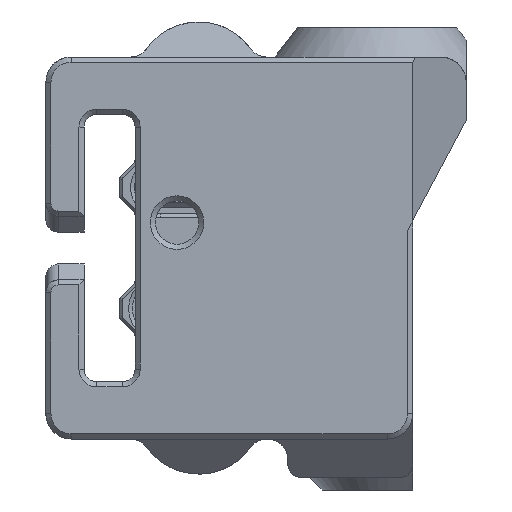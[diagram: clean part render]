
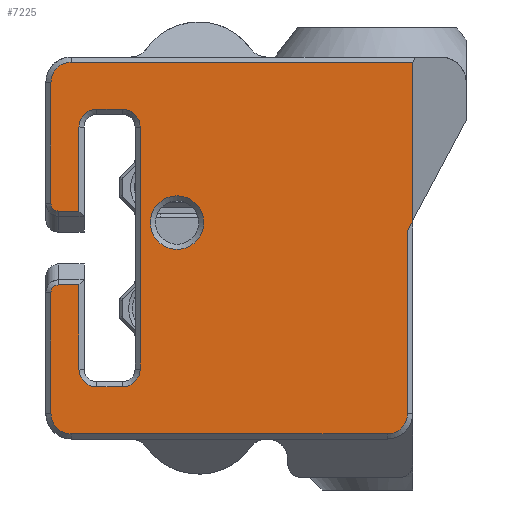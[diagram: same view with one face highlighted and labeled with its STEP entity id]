
A CAD part, front view. The second image highlights one B-rep face of the part: STEP entity #7225.
In plain terms, the highlighted planar face has unit normal (0, -1, 0).
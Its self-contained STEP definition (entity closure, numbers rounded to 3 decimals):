
#330=FACE_BOUND('',#1187,.T.);
#403=CIRCLE('',#7732,1.6);
#405=CIRCLE('',#7736,0.6);
#406=CIRCLE('',#7740,1.4);
#407=CIRCLE('',#7743,1.4);
#408=CIRCLE('',#7746,1.4);
#409=CIRCLE('',#7749,1.4);
#411=CIRCLE('',#7754,0.6);
#413=CIRCLE('',#7758,1.6);
#415=CIRCLE('',#7762,1.6);
#416=CIRCLE('',#7765,2.1);
#728=FACE_OUTER_BOUND('',#1186,.T.);
#1186=EDGE_LOOP('',(#5073,#5074,#5075,#5076,#5077,#5078,#5079,#5080,#5081,
#5082,#5083,#5084,#5085,#5086,#5087,#5088,#5089,#5090,#5091,#5092,#5093,
#5094,#5095));
#1187=EDGE_LOOP('',(#5096));
#1680=LINE('',#10918,#2370);
#1683=LINE('',#10929,#2373);
#1686=LINE('',#10939,#2376);
#1689=LINE('',#10946,#2379);
#1693=LINE('',#10955,#2383);
#1696=LINE('',#10963,#2386);
#1699=LINE('',#10971,#2389);
#1703=LINE('',#10979,#2393);
#1706=LINE('',#10985,#2396);
#1709=LINE('',#10996,#2399);
#1713=LINE('',#11008,#2403);
#1717=LINE('',#11020,#2407);
#1719=LINE('',#11024,#2409);
#1720=LINE('',#11025,#2410);
#2370=VECTOR('',#8700,10.);
#2373=VECTOR('',#8711,10.);
#2376=VECTOR('',#8722,10.);
#2379=VECTOR('',#8727,10.);
#2383=VECTOR('',#8737,10.);
#2386=VECTOR('',#8746,10.);
#2389=VECTOR('',#8755,10.);
#2393=VECTOR('',#8765,10.);
#2396=VECTOR('',#8770,10.);
#2399=VECTOR('',#8781,10.);
#2403=VECTOR('',#8793,10.);
#2407=VECTOR('',#8805,10.);
#2409=VECTOR('',#8809,10.);
#2410=VECTOR('',#8810,10.);
#3093=VERTEX_POINT('',#10911);
#3096=VERTEX_POINT('',#10916);
#3098=VERTEX_POINT('',#10922);
#3100=VERTEX_POINT('',#10927);
#3102=VERTEX_POINT('',#10934);
#3103=VERTEX_POINT('',#10938);
#3105=VERTEX_POINT('',#10944);
#3106=VERTEX_POINT('',#10945);
#3107=VERTEX_POINT('',#10950);
#3108=VERTEX_POINT('',#10954);
#3109=VERTEX_POINT('',#10958);
#3110=VERTEX_POINT('',#10962);
#3111=VERTEX_POINT('',#10966);
#3112=VERTEX_POINT('',#10970);
#3113=VERTEX_POINT('',#10974);
#3115=VERTEX_POINT('',#10983);
#3117=VERTEX_POINT('',#10989);
#3119=VERTEX_POINT('',#10994);
#3121=VERTEX_POINT('',#11001);
#3123=VERTEX_POINT('',#11006);
#3125=VERTEX_POINT('',#11013);
#3126=VERTEX_POINT('',#11017);
#3128=VERTEX_POINT('',#11023);
#3129=VERTEX_POINT('',#11026);
#3808=EDGE_CURVE('',#3096,#3093,#1680,.T.);
#3811=EDGE_CURVE('',#3098,#3096,#403,.T.);
#3813=EDGE_CURVE('',#3100,#3098,#1683,.T.);
#3817=EDGE_CURVE('',#3102,#3100,#405,.T.);
#3818=EDGE_CURVE('',#3103,#3102,#1686,.T.);
#3821=EDGE_CURVE('',#3105,#3106,#1689,.T.);
#3825=EDGE_CURVE('',#3106,#3107,#406,.T.);
#3826=EDGE_CURVE('',#3107,#3108,#1693,.T.);
#3829=EDGE_CURVE('',#3108,#3109,#407,.T.);
#3830=EDGE_CURVE('',#3109,#3110,#1696,.T.);
#3833=EDGE_CURVE('',#3110,#3111,#408,.T.);
#3834=EDGE_CURVE('',#3111,#3112,#1699,.T.);
#3837=EDGE_CURVE('',#3112,#3113,#409,.T.);
#3839=EDGE_CURVE('',#3113,#3103,#1703,.T.);
#3842=EDGE_CURVE('',#3115,#3105,#1706,.T.);
#3845=EDGE_CURVE('',#3117,#3115,#411,.T.);
#3847=EDGE_CURVE('',#3119,#3117,#1709,.T.);
#3851=EDGE_CURVE('',#3121,#3119,#413,.T.);
#3853=EDGE_CURVE('',#3123,#3121,#1713,.T.);
#3857=EDGE_CURVE('',#3125,#3123,#415,.T.);
#3859=EDGE_CURVE('',#3126,#3125,#1717,.T.);
#3861=EDGE_CURVE('',#3128,#3126,#1719,.T.);
#3862=EDGE_CURVE('',#3128,#3093,#1720,.T.);
#3863=EDGE_CURVE('',#3129,#3129,#416,.T.);
#5073=ORIENTED_EDGE('',*,*,#3808,.F.);
#5074=ORIENTED_EDGE('',*,*,#3811,.F.);
#5075=ORIENTED_EDGE('',*,*,#3813,.F.);
#5076=ORIENTED_EDGE('',*,*,#3817,.F.);
#5077=ORIENTED_EDGE('',*,*,#3818,.F.);
#5078=ORIENTED_EDGE('',*,*,#3839,.F.);
#5079=ORIENTED_EDGE('',*,*,#3837,.F.);
#5080=ORIENTED_EDGE('',*,*,#3834,.F.);
#5081=ORIENTED_EDGE('',*,*,#3833,.F.);
#5082=ORIENTED_EDGE('',*,*,#3830,.F.);
#5083=ORIENTED_EDGE('',*,*,#3829,.F.);
#5084=ORIENTED_EDGE('',*,*,#3826,.F.);
#5085=ORIENTED_EDGE('',*,*,#3825,.F.);
#5086=ORIENTED_EDGE('',*,*,#3821,.F.);
#5087=ORIENTED_EDGE('',*,*,#3842,.F.);
#5088=ORIENTED_EDGE('',*,*,#3845,.F.);
#5089=ORIENTED_EDGE('',*,*,#3847,.F.);
#5090=ORIENTED_EDGE('',*,*,#3851,.F.);
#5091=ORIENTED_EDGE('',*,*,#3853,.F.);
#5092=ORIENTED_EDGE('',*,*,#3857,.F.);
#5093=ORIENTED_EDGE('',*,*,#3859,.F.);
#5094=ORIENTED_EDGE('',*,*,#3861,.F.);
#5095=ORIENTED_EDGE('',*,*,#3862,.T.);
#5096=ORIENTED_EDGE('',*,*,#3863,.F.);
#6966=PLANE('',#7764);
#7225=ADVANCED_FACE('',(#728,#330),#6966,.T.);
#7732=AXIS2_PLACEMENT_3D('',#10924,#8706,#8707);
#7736=AXIS2_PLACEMENT_3D('',#10936,#8718,#8719);
#7740=AXIS2_PLACEMENT_3D('',#10952,#8733,#8734);
#7743=AXIS2_PLACEMENT_3D('',#10960,#8742,#8743);
#7746=AXIS2_PLACEMENT_3D('',#10968,#8751,#8752);
#7749=AXIS2_PLACEMENT_3D('',#10976,#8760,#8761);
#7754=AXIS2_PLACEMENT_3D('',#10991,#8776,#8777);
#7758=AXIS2_PLACEMENT_3D('',#11003,#8788,#8789);
#7762=AXIS2_PLACEMENT_3D('',#11015,#8800,#8801);
#7764=AXIS2_PLACEMENT_3D('',#11022,#8807,#8808);
#7765=AXIS2_PLACEMENT_3D('',#11027,#8811,#8812);
#8700=DIRECTION('',(1.,0.,0.));
#8706=DIRECTION('center_axis',(0.,1.,0.));
#8707=DIRECTION('ref_axis',(-0.707,0.,0.707));
#8711=DIRECTION('',(0.,0.,1.));
#8718=DIRECTION('center_axis',(0.,1.,0.));
#8719=DIRECTION('ref_axis',(-0.707,0.,-0.707));
#8722=DIRECTION('',(-1.,0.,0.));
#8727=DIRECTION('',(0.,0.,-1.));
#8733=DIRECTION('center_axis',(0.,-1.,0.));
#8734=DIRECTION('ref_axis',(-0.707,0.,-0.707));
#8737=DIRECTION('',(1.,0.,0.));
#8742=DIRECTION('center_axis',(0.,-1.,0.));
#8743=DIRECTION('ref_axis',(0.707,0.,-0.707));
#8746=DIRECTION('',(0.,0.,1.));
#8751=DIRECTION('center_axis',(0.,-1.,0.));
#8752=DIRECTION('ref_axis',(0.707,0.,0.707));
#8755=DIRECTION('',(-1.,0.,0.));
#8760=DIRECTION('center_axis',(0.,-1.,0.));
#8761=DIRECTION('ref_axis',(-0.707,0.,0.707));
#8765=DIRECTION('',(0.,0.,-1.));
#8770=DIRECTION('',(1.,0.,0.));
#8776=DIRECTION('center_axis',(0.,1.,0.));
#8777=DIRECTION('ref_axis',(-0.707,0.,0.707));
#8781=DIRECTION('',(0.,0.,1.));
#8788=DIRECTION('center_axis',(0.,1.,0.));
#8789=DIRECTION('ref_axis',(-0.707,0.,-0.707));
#8793=DIRECTION('',(-1.,0.,0.));
#8800=DIRECTION('center_axis',(0.,1.,0.));
#8801=DIRECTION('ref_axis',(0.707,0.,-0.707));
#8805=DIRECTION('',(0.,0.,-1.));
#8807=DIRECTION('center_axis',(0.,-1.,0.));
#8808=DIRECTION('ref_axis',(0.,0.,-1.));
#8809=DIRECTION('',(-0.471,0.,-0.882));
#8810=DIRECTION('',(0.,0.,1.));
#8811=DIRECTION('center_axis',(0.,-1.,0.));
#8812=DIRECTION('ref_axis',(-1.,0.,0.));
#10911=CARTESIAN_POINT('',(21.8,-21.,4.6));
#10916=CARTESIAN_POINT('',(-5.,-21.,4.6));
#10918=CARTESIAN_POINT('',(15.5,-21.,4.6));
#10922=CARTESIAN_POINT('',(-6.6,-21.,3.));
#10924=CARTESIAN_POINT('Origin',(-5.,-21.,3.));
#10927=CARTESIAN_POINT('',(-6.6,-21.,-6.5));
#10929=CARTESIAN_POINT('',(-6.6,-21.,-2.5));
#10934=CARTESIAN_POINT('',(-6.,-21.,-7.1));
#10936=CARTESIAN_POINT('Origin',(-6.,-21.,-6.5));
#10938=CARTESIAN_POINT('',(-4.4,-21.,-7.1));
#10939=CARTESIAN_POINT('',(1.,-21.,-7.1));
#10944=CARTESIAN_POINT('',(-4.4,-21.,-12.9));
#10945=CARTESIAN_POINT('',(-4.4,-21.,-19.5));
#10946=CARTESIAN_POINT('',(-4.4,-21.,-2.5));
#10950=CARTESIAN_POINT('',(-3.,-21.,-20.9));
#10952=CARTESIAN_POINT('Origin',(-3.,-21.,-19.5));
#10954=CARTESIAN_POINT('',(-1.,-21.,-20.9));
#10955=CARTESIAN_POINT('',(2.5,-21.,-20.9));
#10958=CARTESIAN_POINT('',(0.4,-21.,-19.5));
#10960=CARTESIAN_POINT('Origin',(-1.,-21.,-19.5));
#10962=CARTESIAN_POINT('',(0.4,-21.,-0.5));
#10963=CARTESIAN_POINT('',(0.4,-21.,-15.25));
#10966=CARTESIAN_POINT('',(-1.,-21.,0.9));
#10968=CARTESIAN_POINT('Origin',(-1.,-21.,-0.5));
#10970=CARTESIAN_POINT('',(-3.,-21.,0.9));
#10971=CARTESIAN_POINT('',(4.5,-21.,0.9));
#10974=CARTESIAN_POINT('',(-4.4,-21.,-0.5));
#10976=CARTESIAN_POINT('Origin',(-3.,-21.,-0.5));
#10979=CARTESIAN_POINT('',(-4.4,-21.,-2.5));
#10983=CARTESIAN_POINT('',(-6.,-21.,-12.9));
#10985=CARTESIAN_POINT('',(1.,-21.,-12.9));
#10989=CARTESIAN_POINT('',(-6.6,-21.,-13.5));
#10991=CARTESIAN_POINT('Origin',(-6.,-21.,-13.5));
#10994=CARTESIAN_POINT('',(-6.6,-21.,-23.));
#10996=CARTESIAN_POINT('',(-6.6,-21.,-2.5));
#11001=CARTESIAN_POINT('',(-5.,-21.,-24.6));
#11003=CARTESIAN_POINT('Origin',(-5.,-21.,-23.));
#11006=CARTESIAN_POINT('',(19.8,-21.,-24.6));
#11008=CARTESIAN_POINT('',(2.5,-21.,-24.6));
#11013=CARTESIAN_POINT('',(21.4,-21.,-23.));
#11015=CARTESIAN_POINT('Origin',(19.8,-21.,-23.));
#11017=CARTESIAN_POINT('',(21.4,-21.,-8.625));
#11020=CARTESIAN_POINT('',(21.4,-21.,-19.));
#11022=CARTESIAN_POINT('Origin',(9.,-21.,-10.));
#11023=CARTESIAN_POINT('',(21.8,-21.,-7.875));
#11024=CARTESIAN_POINT('',(20.042,-21.,-11.172));
#11025=CARTESIAN_POINT('',(21.8,-21.,-2.5));
#11026=CARTESIAN_POINT('',(5.4,-21.,-8.));
#11027=CARTESIAN_POINT('Origin',(3.3,-21.,-8.));
